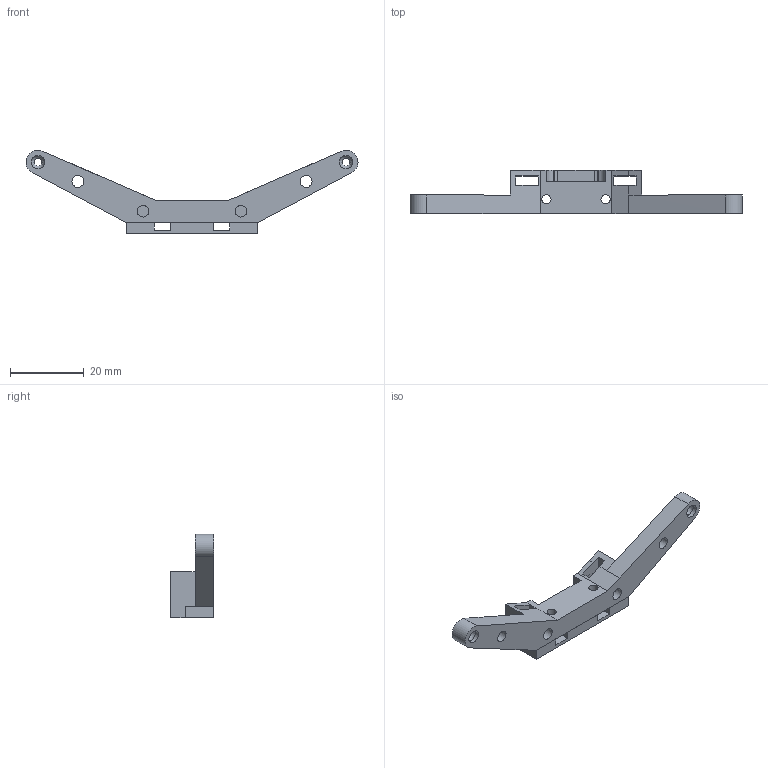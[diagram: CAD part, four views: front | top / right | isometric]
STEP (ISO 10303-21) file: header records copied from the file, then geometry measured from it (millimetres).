
FILE_DESCRIPTION(/* description */ (''),/* implementation_level */ '2;1');
FILE_NAME(/* name */ 'Steering-Top.step',/* time_stamp */ '2025-09-20T22:46:22+06:00',/* author */ (''),/* organization */ (''),/* preprocessor_version */ 'ST-DEVELOPER v20.1',/* originating_system */ 'Autodesk Translation Framework v14.17.0.0',/* authorisation */ '');
FILE_SCHEMA (('AUTOMOTIVE_DESIGN { 1 0 10303 214 3 1 1 }'));
Length unit declared in the file: millimetre
Products named in the file (2): Configuration 1; SteeringTop
Assembly tree (1 placements, depth 2):
  Configuration 1
    SteeringTop
Bounding box: 89.84 x 11.66 x 22.65 mm (x, y, z)
Volume: 4957.5 mm3; surface area: 4181.8 mm2
Topology: 1 solids, 1 shells, 72 faces, 216 edges, 141 vertices
Faces by surface type: plane 48, cylinder 22, sphere 2
Full cylindrical faces by diameter (mm): 2.166 x2, 2.5 x4, 3.2 x6, 3.6 x2, 6.2 x2
Entity records: 2539 total; most frequent: CARTESIAN_POINT 428, ORIENTED_EDGE 424, DIRECTION 408, EDGE_CURVE 212, LINE 166, VECTOR 166, VERTEX_POINT 141, AXIS2_PLACEMENT_3D 121
